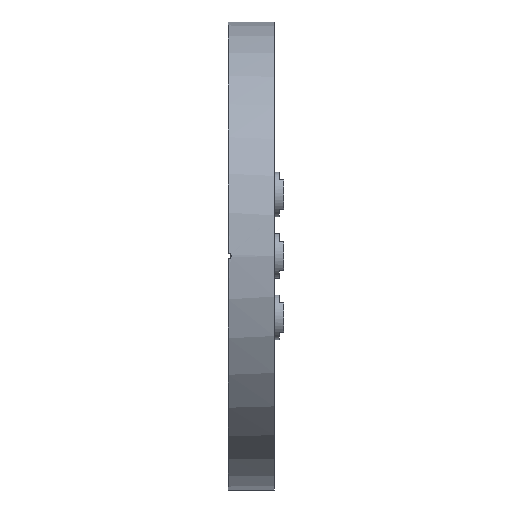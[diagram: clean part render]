
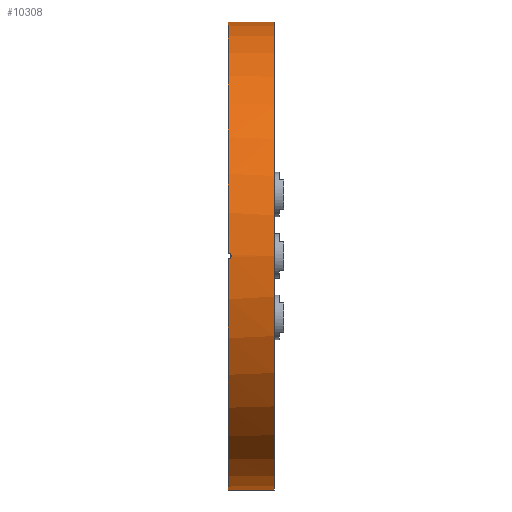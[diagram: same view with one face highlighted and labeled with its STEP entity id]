
A CAD part, left-side view. The second image highlights one B-rep face of the part: STEP entity #10308.
In plain terms, the highlighted cylindrical face has radius 76.2 mm (diameter 152.4 mm), a partial arc.
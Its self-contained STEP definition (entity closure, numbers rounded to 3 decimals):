
#101 = EDGE_LOOP ( 'NONE', ( #1850, #2389, #12503, #7886, #1252, #6785 ) ) ;
#364 = CIRCLE ( 'NONE', #1005, 76.2 ) ;
#861 = CARTESIAN_POINT ( 'NONE',  ( -76.194, -0.262, 0.974 ) ) ;
#893 = CARTESIAN_POINT ( 'NONE',  ( 0., -15., -76.2 ) ) ;
#900 = CARTESIAN_POINT ( 'NONE',  ( -76.193, 0., -1. ) ) ;
#1005 = AXIS2_PLACEMENT_3D ( 'NONE', #4987, #11693, #5970 ) ;
#1252 = ORIENTED_EDGE ( 'NONE', *, *, #6070, .T. ) ;
#1678 = CARTESIAN_POINT ( 'NONE',  ( 0., 0., -76.2 ) ) ;
#1850 = ORIENTED_EDGE ( 'NONE', *, *, #3807, .F. ) ;
#1879 = CARTESIAN_POINT ( 'NONE',  ( -76.196, -0.615, 0.799 ) ) ;
#1915 = EDGE_CURVE ( 'NONE', #11899, #7525, #10670, .T. ) ;
#2389 = ORIENTED_EDGE ( 'NONE', *, *, #9171, .T. ) ;
#2638 = VERTEX_POINT ( 'NONE', #1678 ) ;
#2670 = CYLINDRICAL_SURFACE ( 'NONE', #6891, 76.2 ) ;
#2865 = CARTESIAN_POINT ( 'NONE',  ( -76.198, -0.874, 0.503 ) ) ;
#3316 = DIRECTION ( 'NONE',  ( 0., 1., 0. ) ) ;
#3506 = LINE ( 'NONE', #7458, #3513 ) ;
#3513 = VECTOR ( 'NONE', #5556, 1000. ) ;
#3807 = EDGE_CURVE ( 'NONE', #11766, #2638, #3506, .T. ) ;
#3864 = CARTESIAN_POINT ( 'NONE',  ( -76.2, -1., 0.131 ) ) ;
#4900 = CARTESIAN_POINT ( 'NONE',  ( -76.2, -0.974, -0.261 ) ) ;
#4987 = CARTESIAN_POINT ( 'NONE',  ( 0., -15., 0. ) ) ;
#5048 = DIRECTION ( 'NONE',  ( 0., 1., 0. ) ) ;
#5119 = CARTESIAN_POINT ( 'NONE',  ( 0., 0., 0. ) ) ;
#5167 = EDGE_CURVE ( 'NONE', #9919, #7525, #6168, .T. ) ;
#5556 = DIRECTION ( 'NONE',  ( 0., 1., 0. ) ) ;
#5603 = CARTESIAN_POINT ( 'NONE',  ( -76.193, 0., -1. ) ) ;
#5618 = DIRECTION ( 'NONE',  ( 0., 1., 0. ) ) ;
#5714 = VECTOR ( 'NONE', #3316, 1000. ) ;
#5816 = CARTESIAN_POINT ( 'NONE',  ( -76.193, -0.132, 1. ) ) ;
#5859 = CARTESIAN_POINT ( 'NONE',  ( -76.198, -0.801, -0.613 ) ) ;
#5970 = DIRECTION ( 'NONE',  ( 0., 0., 1. ) ) ;
#6070 = EDGE_CURVE ( 'NONE', #11899, #8000, #9703, .T. ) ;
#6096 = DIRECTION ( 'NONE',  ( 0., 0., 1. ) ) ;
#6168 = LINE ( 'NONE', #11009, #5714 ) ;
#6585 = DIRECTION ( 'NONE',  ( 0., 0., 1. ) ) ;
#6784 = CARTESIAN_POINT ( 'NONE',  ( -76.193, 0., 1. ) ) ;
#6785 = ORIENTED_EDGE ( 'NONE', *, *, #10056, .F. ) ;
#6831 = CARTESIAN_POINT ( 'NONE',  ( -76.193, -0.264, -1. ) ) ;
#6891 = AXIS2_PLACEMENT_3D ( 'NONE', #7547, #5618, #6585 ) ;
#7458 = CARTESIAN_POINT ( 'NONE',  ( 0., -15., -76.2 ) ) ;
#7525 = VERTEX_POINT ( 'NONE', #10466 ) ;
#7547 = CARTESIAN_POINT ( 'NONE',  ( 0., -15., 0. ) ) ;
#7758 = CARTESIAN_POINT ( 'NONE',  ( -76.195, -0.504, 0.874 ) ) ;
#7886 = ORIENTED_EDGE ( 'NONE', *, *, #1915, .F. ) ;
#8000 = VERTEX_POINT ( 'NONE', #5603 ) ;
#8413 = AXIS2_PLACEMENT_3D ( 'NONE', #5119, #11823, #6096 ) ;
#8699 = CARTESIAN_POINT ( 'NONE',  ( -76.198, -0.799, 0.615 ) ) ;
#9171 = EDGE_CURVE ( 'NONE', #11766, #9919, #364, .T. ) ;
#9651 = CARTESIAN_POINT ( 'NONE',  ( -76.2, -0.974, 0.263 ) ) ;
#9665 = CIRCLE ( 'NONE', #8413, 76.2 ) ;
#9703 = B_SPLINE_CURVE_WITH_KNOTS ( 'NONE', 3,
 ( #6784, #5816, #861, #7758, #1879, #8699, #2865, #9651, #3864, #10617, #4900, #11587, #5859, #12562, #6831, #900 ),
 .UNSPECIFIED., .F., .F.,
 ( 4, 2, 2, 2, 2, 2, 2, 4 ),
 ( 0., 0., 0.001, 0.001, 0.002, 0.002, 0.002, 0.003 ),
 .UNSPECIFIED. ) ;
#9919 = VERTEX_POINT ( 'NONE', #11247 ) ;
#10056 = EDGE_CURVE ( 'NONE', #2638, #8000, #9665, .T. ) ;
#10308 = ADVANCED_FACE ( 'NONE', ( #10410 ), #2670, .T. ) ;
#10410 = FACE_OUTER_BOUND ( 'NONE', #101, .T. ) ;
#10466 = CARTESIAN_POINT ( 'NONE',  ( 0., 0., 76.2 ) ) ;
#10617 = CARTESIAN_POINT ( 'NONE',  ( -76.2, -1., -0.13 ) ) ;
#10670 = CIRCLE ( 'NONE', #11609, 76.2 ) ;
#10764 = CARTESIAN_POINT ( 'NONE',  ( 0., 0., 0. ) ) ;
#11009 = CARTESIAN_POINT ( 'NONE',  ( 0., -15., 76.2 ) ) ;
#11247 = CARTESIAN_POINT ( 'NONE',  ( 0., -15., 76.2 ) ) ;
#11587 = CARTESIAN_POINT ( 'NONE',  ( -76.198, -0.874, -0.503 ) ) ;
#11609 = AXIS2_PLACEMENT_3D ( 'NONE', #10764, #5048, #11751 ) ;
#11693 = DIRECTION ( 'NONE',  ( 0., 1., 0. ) ) ;
#11751 = DIRECTION ( 'NONE',  ( 0., 0., 1. ) ) ;
#11766 = VERTEX_POINT ( 'NONE', #893 ) ;
#11823 = DIRECTION ( 'NONE',  ( 0., 1., 0. ) ) ;
#11899 = VERTEX_POINT ( 'NONE', #11992 ) ;
#11992 = CARTESIAN_POINT ( 'NONE',  ( -76.193, 0., 1. ) ) ;
#12503 = ORIENTED_EDGE ( 'NONE', *, *, #5167, .T. ) ;
#12562 = CARTESIAN_POINT ( 'NONE',  ( -76.195, -0.521, -0.893 ) ) ;
